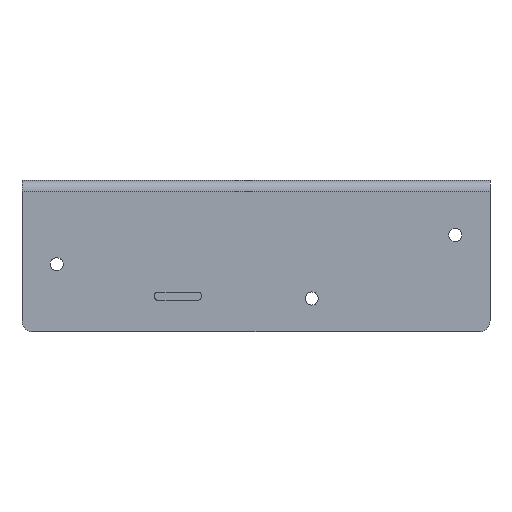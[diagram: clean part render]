
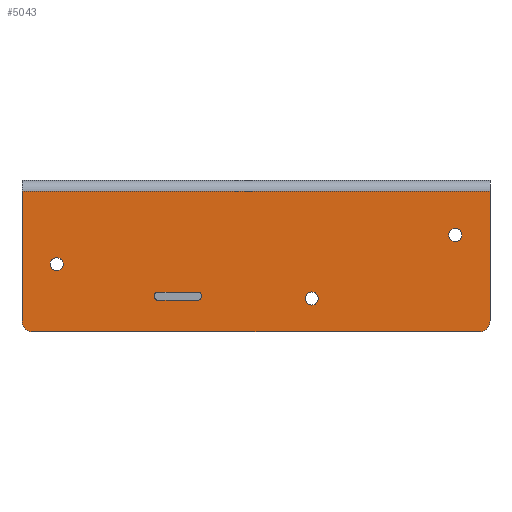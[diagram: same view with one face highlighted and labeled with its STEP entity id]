
A CAD part, front view. The second image highlights one B-rep face of the part: STEP entity #5043.
In plain terms, the highlighted planar face has unit normal (0, -1, 0).
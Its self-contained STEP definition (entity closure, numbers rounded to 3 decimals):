
#39=DIRECTION('',(0.,0.,-1.));
#40=VECTOR('',#39,35.5);
#41=CARTESIAN_POINT('',(0.,-127.6,-1.5));
#42=LINE('',#41,#40);
#1107=DIRECTION('',(0.,0.,-1.));
#1108=VECTOR('',#1107,35.5);
#1109=CARTESIAN_POINT('',(-128.,-127.6,-1.5));
#1110=LINE('',#1109,#1108);
#1131=DIRECTION('',(-1.,0.,0.));
#1132=VECTOR('',#1131,128.);
#1133=CARTESIAN_POINT('',(0.,-127.6,-1.5));
#1134=LINE('',#1133,#1132);
#1135=CARTESIAN_POINT('',(-3.,-127.6,-37.));
#1136=DIRECTION('',(0.,-1.,0.));
#1137=DIRECTION('',(0.,0.,-1.));
#1138=AXIS2_PLACEMENT_3D('',#1135,#1136,#1137);
#1140=CARTESIAN_POINT('',(-125.,-127.6,-37.));
#1141=DIRECTION('',(0.,-1.,0.));
#1142=DIRECTION('',(-1.,0.,0.));
#1143=AXIS2_PLACEMENT_3D('',#1140,#1141,#1142);
#1145=CARTESIAN_POINT('',(-90.85,-127.6,-30.35));
#1146=DIRECTION('',(0.,-1.,0.));
#1147=DIRECTION('',(-1.,0.,0.));
#1148=AXIS2_PLACEMENT_3D('',#1145,#1146,#1147);
#1150=DIRECTION('',(1.,0.,0.));
#1151=VECTOR('',#1150,10.9);
#1152=CARTESIAN_POINT('',(-90.85,-127.6,-31.35));
#1153=LINE('',#1152,#1151);
#1154=CARTESIAN_POINT('',(-79.95,-127.6,-30.35));
#1155=DIRECTION('',(0.,-1.,0.));
#1156=DIRECTION('',(0.,0.,-1.));
#1157=AXIS2_PLACEMENT_3D('',#1154,#1155,#1156);
#1159=DIRECTION('',(0.,0.,1.));
#1160=VECTOR('',#1159,0.25);
#1161=CARTESIAN_POINT('',(-78.95,-127.6,-30.35));
#1162=LINE('',#1161,#1160);
#1163=CARTESIAN_POINT('',(-79.95,-127.6,-30.1));
#1164=DIRECTION('',(0.,-1.,0.));
#1165=DIRECTION('',(1.,0.,0.));
#1166=AXIS2_PLACEMENT_3D('',#1163,#1164,#1165);
#1168=DIRECTION('',(-1.,0.,0.));
#1169=VECTOR('',#1168,10.9);
#1170=CARTESIAN_POINT('',(-79.95,-127.6,-29.1));
#1171=LINE('',#1170,#1169);
#1172=CARTESIAN_POINT('',(-90.85,-127.6,-30.1));
#1173=DIRECTION('',(0.,-1.,0.));
#1174=DIRECTION('',(0.,0.,1.));
#1175=AXIS2_PLACEMENT_3D('',#1172,#1173,#1174);
#1177=DIRECTION('',(0.,0.,-1.));
#1178=VECTOR('',#1177,0.25);
#1179=CARTESIAN_POINT('',(-91.85,-127.6,-30.1));
#1180=LINE('',#1179,#1178);
#1181=CARTESIAN_POINT('',(-118.5,-127.6,-21.5));
#1182=DIRECTION('',(0.,-1.,0.));
#1183=DIRECTION('',(1.,0.,0.));
#1184=AXIS2_PLACEMENT_3D('',#1181,#1182,#1183);
#1186=CARTESIAN_POINT('',(-118.5,-127.6,-21.5));
#1187=DIRECTION('',(0.,-1.,0.));
#1188=DIRECTION('',(-1.,0.,0.));
#1189=AXIS2_PLACEMENT_3D('',#1186,#1187,#1188);
#1191=CARTESIAN_POINT('',(-48.75,-127.6,-30.87));
#1192=DIRECTION('',(0.,-1.,0.));
#1193=DIRECTION('',(1.,0.,0.));
#1194=AXIS2_PLACEMENT_3D('',#1191,#1192,#1193);
#1196=CARTESIAN_POINT('',(-48.75,-127.6,-30.87));
#1197=DIRECTION('',(0.,-1.,0.));
#1198=DIRECTION('',(-1.,0.,0.));
#1199=AXIS2_PLACEMENT_3D('',#1196,#1197,#1198);
#1201=CARTESIAN_POINT('',(-9.5,-127.6,-13.5));
#1202=DIRECTION('',(0.,-1.,0.));
#1203=DIRECTION('',(1.,0.,0.));
#1204=AXIS2_PLACEMENT_3D('',#1201,#1202,#1203);
#1206=CARTESIAN_POINT('',(-9.5,-127.6,-13.5));
#1207=DIRECTION('',(0.,-1.,0.));
#1208=DIRECTION('',(-1.,0.,0.));
#1209=AXIS2_PLACEMENT_3D('',#1206,#1207,#1208);
#1313=DIRECTION('',(-1.,0.,0.));
#1314=VECTOR('',#1313,122.);
#1315=CARTESIAN_POINT('',(-3.,-127.6,-40.));
#1316=LINE('',#1315,#1314);
#2965=CARTESIAN_POINT('',(0.,-127.6,-1.5));
#2966=VERTEX_POINT('',#2965);
#2967=CARTESIAN_POINT('',(-128.,-127.6,-1.5));
#2968=VERTEX_POINT('',#2967);
#2981=CARTESIAN_POINT('',(-3.,-127.6,-40.));
#2982=VERTEX_POINT('',#2981);
#2983=CARTESIAN_POINT('',(0.,-127.6,-37.));
#2984=VERTEX_POINT('',#2983);
#2995=CARTESIAN_POINT('',(-128.,-127.6,-37.));
#2996=VERTEX_POINT('',#2995);
#2999=CARTESIAN_POINT('',(-125.,-127.6,-40.));
#3000=VERTEX_POINT('',#2999);
#3681=CARTESIAN_POINT('',(-91.85,-127.6,-30.35));
#3682=CARTESIAN_POINT('',(-90.85,-127.6,-31.35));
#3683=VERTEX_POINT('',#3681);
#3684=VERTEX_POINT('',#3682);
#3685=CARTESIAN_POINT('',(-79.95,-127.6,-31.35));
#3686=VERTEX_POINT('',#3685);
#3687=CARTESIAN_POINT('',(-78.95,-127.6,-30.35));
#3688=VERTEX_POINT('',#3687);
#3689=CARTESIAN_POINT('',(-78.95,-127.6,-30.1));
#3690=VERTEX_POINT('',#3689);
#3691=CARTESIAN_POINT('',(-79.95,-127.6,-29.1));
#3692=VERTEX_POINT('',#3691);
#3693=CARTESIAN_POINT('',(-90.85,-127.6,-29.1));
#3694=VERTEX_POINT('',#3693);
#3695=CARTESIAN_POINT('',(-91.85,-127.6,-30.1));
#3696=VERTEX_POINT('',#3695);
#3737=CARTESIAN_POINT('',(-116.7,-127.6,-21.5));
#3738=CARTESIAN_POINT('',(-120.3,-127.6,-21.5));
#3739=VERTEX_POINT('',#3737);
#3740=VERTEX_POINT('',#3738);
#3741=CARTESIAN_POINT('',(-46.95,-127.6,-30.87));
#3742=CARTESIAN_POINT('',(-50.55,-127.6,-30.87));
#3743=VERTEX_POINT('',#3741);
#3744=VERTEX_POINT('',#3742);
#3745=CARTESIAN_POINT('',(-7.7,-127.6,-13.5));
#3746=CARTESIAN_POINT('',(-11.3,-127.6,-13.5));
#3747=VERTEX_POINT('',#3745);
#3748=VERTEX_POINT('',#3746);
#4991=CARTESIAN_POINT('',(0.,-127.6,1.5));
#4992=DIRECTION('',(0.,-1.,0.));
#4993=DIRECTION('',(0.,0.,-1.));
#4994=AXIS2_PLACEMENT_3D('',#4991,#4992,#4993);
#4995=PLANE('',#4994);
#4996=ORIENTED_EDGE('',*,*,#3881,.F.);
#4997=ORIENTED_EDGE('',*,*,#3868,.T.);
#4999=ORIENTED_EDGE('',*,*,#4998,.F.);
#5001=ORIENTED_EDGE('',*,*,#5000,.T.);
#5003=ORIENTED_EDGE('',*,*,#5002,.F.);
#5004=ORIENTED_EDGE('',*,*,#4975,.F.);
#5005=EDGE_LOOP('',(#4996,#4997,#4999,#5001,#5003,#5004));
#5006=FACE_OUTER_BOUND('',#5005,.F.);
#5008=ORIENTED_EDGE('',*,*,#5007,.T.);
#5010=ORIENTED_EDGE('',*,*,#5009,.T.);
#5012=ORIENTED_EDGE('',*,*,#5011,.T.);
#5014=ORIENTED_EDGE('',*,*,#5013,.T.);
#5016=ORIENTED_EDGE('',*,*,#5015,.T.);
#5018=ORIENTED_EDGE('',*,*,#5017,.T.);
#5020=ORIENTED_EDGE('',*,*,#5019,.T.);
#5022=ORIENTED_EDGE('',*,*,#5021,.T.);
#5023=EDGE_LOOP('',(#5008,#5010,#5012,#5014,#5016,#5018,#5020,#5022));
#5024=FACE_BOUND('',#5023,.F.);
#5026=ORIENTED_EDGE('',*,*,#5025,.T.);
#5028=ORIENTED_EDGE('',*,*,#5027,.T.);
#5029=EDGE_LOOP('',(#5026,#5028));
#5030=FACE_BOUND('',#5029,.F.);
#5032=ORIENTED_EDGE('',*,*,#5031,.T.);
#5034=ORIENTED_EDGE('',*,*,#5033,.T.);
#5035=EDGE_LOOP('',(#5032,#5034));
#5036=FACE_BOUND('',#5035,.F.);
#5038=ORIENTED_EDGE('',*,*,#5037,.T.);
#5040=ORIENTED_EDGE('',*,*,#5039,.T.);
#5041=EDGE_LOOP('',(#5038,#5040));
#5042=FACE_BOUND('',#5041,.F.);
#5043=ADVANCED_FACE('',(#5006,#5024,#5030,#5036,#5042),#4995,.T.);
#1139=CIRCLE('',#1138,3.);
#1144=CIRCLE('',#1143,3.);
#1149=CIRCLE('',#1148,1.);
#1158=CIRCLE('',#1157,1.);
#1167=CIRCLE('',#1166,1.);
#1176=CIRCLE('',#1175,1.);
#1185=CIRCLE('',#1184,1.8);
#1190=CIRCLE('',#1189,1.8);
#1195=CIRCLE('',#1194,1.8);
#1200=CIRCLE('',#1199,1.8);
#1205=CIRCLE('',#1204,1.8);
#1210=CIRCLE('',#1209,1.8);
#3868=EDGE_CURVE('',#2966,#2984,#42,.T.);
#3881=EDGE_CURVE('',#2966,#2968,#1134,.T.);
#4975=EDGE_CURVE('',#2968,#2996,#1110,.T.);
#4998=EDGE_CURVE('',#2982,#2984,#1139,.T.);
#5000=EDGE_CURVE('',#2982,#3000,#1316,.T.);
#5002=EDGE_CURVE('',#2996,#3000,#1144,.T.);
#5007=EDGE_CURVE('',#3683,#3684,#1149,.T.);
#5009=EDGE_CURVE('',#3684,#3686,#1153,.T.);
#5011=EDGE_CURVE('',#3686,#3688,#1158,.T.);
#5013=EDGE_CURVE('',#3688,#3690,#1162,.T.);
#5015=EDGE_CURVE('',#3690,#3692,#1167,.T.);
#5017=EDGE_CURVE('',#3692,#3694,#1171,.T.);
#5019=EDGE_CURVE('',#3694,#3696,#1176,.T.);
#5021=EDGE_CURVE('',#3696,#3683,#1180,.T.);
#5025=EDGE_CURVE('',#3739,#3740,#1185,.T.);
#5027=EDGE_CURVE('',#3740,#3739,#1190,.T.);
#5031=EDGE_CURVE('',#3743,#3744,#1195,.T.);
#5033=EDGE_CURVE('',#3744,#3743,#1200,.T.);
#5037=EDGE_CURVE('',#3747,#3748,#1205,.T.);
#5039=EDGE_CURVE('',#3748,#3747,#1210,.T.);
